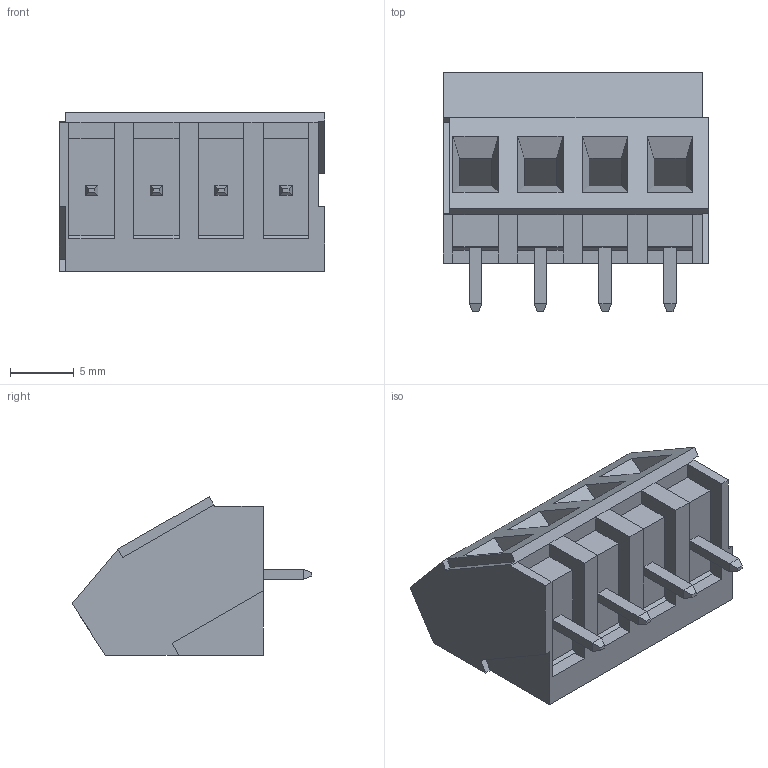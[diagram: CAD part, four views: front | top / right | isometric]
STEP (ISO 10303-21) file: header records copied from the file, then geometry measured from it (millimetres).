
FILE_DESCRIPTION((''),'2;1');
FILE_NAME('398800404','2015-02-27T',('me'),(''),'PRO/ENGINEER BY PARAMETRIC TECHNOLOGY CORPORATION, 2011490','PRO/ENGINEER BY PARAMETRIC TECHNOLOGY CORPORATION, 2011490','');
FILE_SCHEMA(('CONFIG_CONTROL_DESIGN'));
Length unit declared in the file: inch
Products named in the file (1): 398800404
Bounding box: 20.83 x 18.8 x 12.45 mm (x, y, z)
Volume: 2374.6 mm3; surface area: 1855.4 mm2
Topology: 1 solids, 1 shells, 137 faces, 339 edges, 220 vertices
Faces by surface type: plane 129, cylinder 8
Entity records: 3970 total; most frequent: CARTESIAN_POINT 681, ORIENTED_EDGE 654, DIRECTION 639, EDGE_CURVE 327, VECTOR 315, LINE 315, VERTEX_POINT 204, AXIS2_PLACEMENT_3D 162
